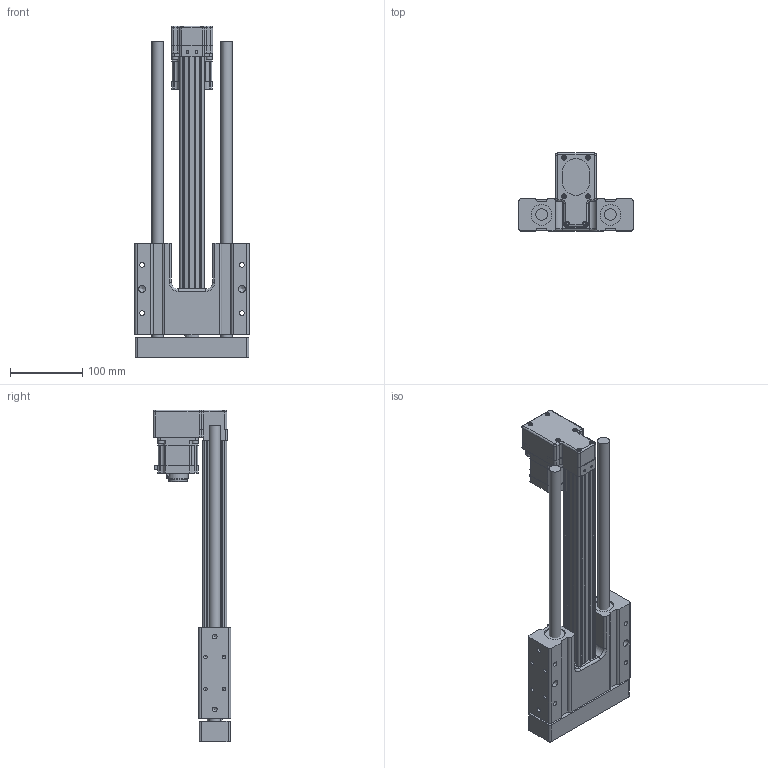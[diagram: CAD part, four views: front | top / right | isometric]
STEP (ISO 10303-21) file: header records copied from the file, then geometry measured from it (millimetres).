
FILE_DESCRIPTION (( 'STEP AP203' ), '1' );
FILE_NAME ('GSA16_SN02_SK10.000_GS-485306-1.step', '2025-04-02T19:29:51', ( '' ), ( '' ), 'SwSTEP 2.0', 'SolidWorks 2024', '' );
FILE_SCHEMA (( 'CONFIG_CONTROL_DESIGN' ));
Length unit declared in the file: inch
Products named in the file (7): temp0_22161064_GSA16_SN02_SK10.000_GS-485306-1_DEFAULT WEB; Base_GSA16_SN02_SK10.000_GS-485306-1; GSA16_SN02_SK10.000_GS-485306-1; temp1_22161021_GSA16_SN02_SK10.000_GS-485306-1; tempJoin3_83169035_GSA16_SN02_SK10.000_GS-485306-1; 22169806_GSA16_SN02_SK10.000_GS-485306-1; temp0_22161021_GSA16_SN02_SK10.000_GS-485306-1
Assembly tree (6 placements, depth 2):
  GSA16_SN02_SK10.000_GS-485306-1
    22169806_GSA16_SN02_SK10.000_GS-485306-1
    temp0_22161021_GSA16_SN02_SK10.000_GS-485306-1
    temp1_22161021_GSA16_SN02_SK10.000_GS-485306-1
    tempJoin3_83169035_GSA16_SN02_SK10.000_GS-485306-1
    temp0_22161064_GSA16_SN02_SK10.000_GS-485306-1_DEFAULT WEB
    Base_GSA16_SN02_SK10.000_GS-485306-1
Bounding box: 158.75 x 107.47 x 459.13 mm (x, y, z)
Volume: 1657736.6 mm3; surface area: 314882.5 mm2
Topology: 11 solids, 20 shells, 1081 faces, 2722 edges, 1752 vertices
Faces by surface type: plane 649, cylinder 330, cone 79, torus 16, sphere 6, bspline 1
Full cylindrical faces by diameter (mm): 1 x6, 1.587 x2, 2.5 x4, 2.647 x1, 3 x8, 3.454 x2, 3.505 x1, 3.581 x4, 4.2 x4, 4.75 x1, 4.763 x1, 5 x4, 5.1 x4, 5.105 x4, 5.5 x8, 5.74 x1, 6.35 x9, 6.4 x2, 6.401 x2, 6.528 x10, 6.604 x4, 7.938 x2, 8.5 x4, 9.525 x2, 11.176 x8, 11.43 x1, 12.7 x2, 15.748 x1, 15.837 x2, 15.875 x2
Entity records: 31736 total; most frequent: CARTESIAN_POINT 5714, DIRECTION 5392, ORIENTED_EDGE 4872, EDGE_CURVE 2436, AXIS2_PLACEMENT_3D 1928, VERTEX_POINT 1662, LINE 1536, VECTOR 1536
